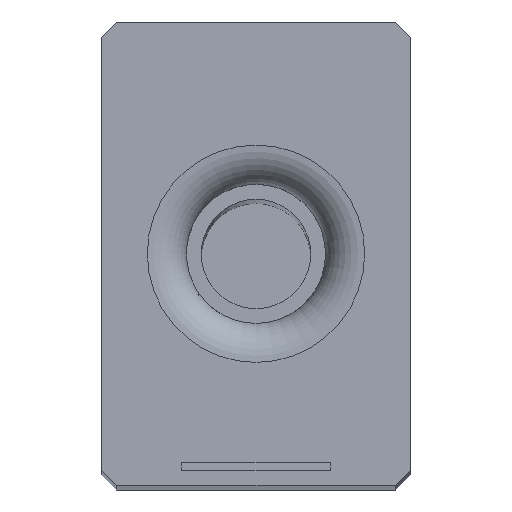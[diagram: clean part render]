
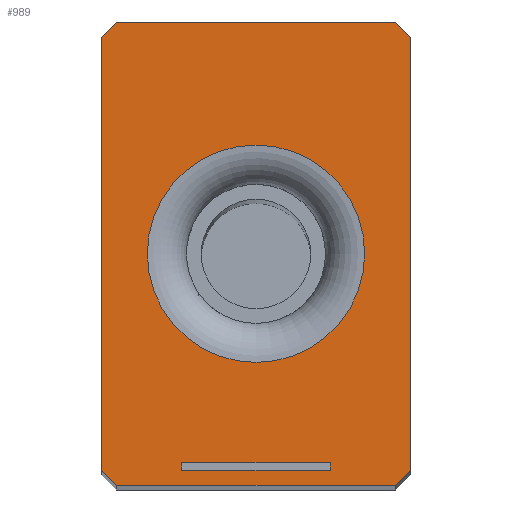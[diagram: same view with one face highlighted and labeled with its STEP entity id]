
A CAD part, top view. The second image highlights one B-rep face of the part: STEP entity #989.
In plain terms, the highlighted planar face has unit normal (0, 0, 1).
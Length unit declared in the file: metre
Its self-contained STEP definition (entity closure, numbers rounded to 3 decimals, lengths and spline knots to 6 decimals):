
#21=CIRCLE('',#1060,0.007035);
#123=ORIENTED_EDGE('',*,*,#383,.T.);
#124=ORIENTED_EDGE('',*,*,#384,.F.);
#125=ORIENTED_EDGE('',*,*,#385,.T.);
#126=ORIENTED_EDGE('',*,*,#386,.T.);
#127=ORIENTED_EDGE('',*,*,#387,.F.);
#128=ORIENTED_EDGE('',*,*,#359,.T.);
#129=ORIENTED_EDGE('',*,*,#388,.T.);
#130=ORIENTED_EDGE('',*,*,#382,.F.);
#131=ORIENTED_EDGE('',*,*,#389,.T.);
#132=ORIENTED_EDGE('',*,*,#305,.F.);
#133=ORIENTED_EDGE('',*,*,#390,.T.);
#134=ORIENTED_EDGE('',*,*,#376,.T.);
#135=ORIENTED_EDGE('',*,*,#391,.T.);
#305=EDGE_CURVE('',#444,#441,#538,.T.);
#359=EDGE_CURVE('',#483,#486,#588,.T.);
#376=EDGE_CURVE('',#497,#500,#605,.T.);
#382=EDGE_CURVE('',#505,#502,#609,.T.);
#383=EDGE_CURVE('',#506,#506,#21,.F.);
#384=EDGE_CURVE('',#507,#508,#610,.T.);
#385=EDGE_CURVE('',#507,#509,#611,.T.);
#386=EDGE_CURVE('',#509,#510,#612,.T.);
#387=EDGE_CURVE('',#508,#510,#613,.T.);
#388=EDGE_CURVE('',#486,#502,#614,.T.);
#389=EDGE_CURVE('',#505,#441,#615,.F.);
#390=EDGE_CURVE('',#444,#497,#616,.T.);
#391=EDGE_CURVE('',#500,#483,#617,.F.);
#441=VERTEX_POINT('',#1352);
#444=VERTEX_POINT('',#1357);
#483=VERTEX_POINT('',#1467);
#486=VERTEX_POINT('',#1472);
#497=VERTEX_POINT('',#1500);
#500=VERTEX_POINT('',#1505);
#502=VERTEX_POINT('',#1513);
#505=VERTEX_POINT('',#1518);
#506=VERTEX_POINT('',#1522);
#507=VERTEX_POINT('',#1524);
#508=VERTEX_POINT('',#1525);
#509=VERTEX_POINT('',#1527);
#510=VERTEX_POINT('',#1529);
#538=LINE('',#1358,#668);
#588=LINE('',#1473,#718);
#605=LINE('',#1506,#735);
#609=LINE('',#1519,#739);
#610=LINE('',#1523,#740);
#611=LINE('',#1526,#741);
#612=LINE('',#1528,#742);
#613=LINE('',#1530,#743);
#614=LINE('',#1531,#744);
#615=LINE('',#1532,#745);
#616=LINE('',#1533,#746);
#617=LINE('',#1534,#747);
#668=VECTOR('',#1104,1.);
#718=VECTOR('',#1184,1.);
#735=VECTOR('',#1205,1.);
#739=VECTOR('',#1217,1.);
#740=VECTOR('',#1222,1.);
#741=VECTOR('',#1223,1.);
#742=VECTOR('',#1224,1.);
#743=VECTOR('',#1225,1.);
#744=VECTOR('',#1226,1.);
#745=VECTOR('',#1227,1.);
#746=VECTOR('',#1228,1.);
#747=VECTOR('',#1229,1.);
#816=EDGE_LOOP('',(#123));
#817=EDGE_LOOP('',(#124,#125,#126,#127));
#818=EDGE_LOOP('',(#128,#129,#130,#131,#132,#133,#134,#135));
#879=FACE_BOUND('',#816,.T.);
#880=FACE_BOUND('',#817,.T.);
#881=FACE_BOUND('',#818,.T.);
#938=PLANE('',#1059);
#989=ADVANCED_FACE('',(#879,#880,#881),#938,.T.);
#1059=AXIS2_PLACEMENT_3D('',#1520,#1218,#1219);
#1060=AXIS2_PLACEMENT_3D('',#1521,#1220,#1221);
#1104=DIRECTION('',(1.,0.,0.));
#1184=DIRECTION('',(1.,0.,0.));
#1205=DIRECTION('',(0.,-1.,0.));
#1217=DIRECTION('',(0.,-1.,0.));
#1218=DIRECTION('',(0.,0.,1.));
#1219=DIRECTION('',(1.,0.,0.));
#1220=DIRECTION('',(0.,0.,1.));
#1221=DIRECTION('',(1.,0.,0.));
#1222=DIRECTION('',(1.,0.,0.));
#1223=DIRECTION('',(0.,1.,0.));
#1224=DIRECTION('',(1.,0.,0.));
#1225=DIRECTION('',(0.,1.,0.));
#1226=DIRECTION('',(0.707,0.707,0.));
#1227=DIRECTION('',(0.707,-0.707,0.));
#1228=DIRECTION('',(-0.707,-0.707,0.));
#1229=DIRECTION('',(-0.707,0.707,0.));
#1352=CARTESIAN_POINT('',(0.009,0.015,0.17));
#1357=CARTESIAN_POINT('',(-0.009,0.015,0.17));
#1358=CARTESIAN_POINT('',(0.,0.015,0.17));
#1467=CARTESIAN_POINT('',(-0.009,-0.015,0.17));
#1472=CARTESIAN_POINT('',(0.009,-0.015,0.17));
#1473=CARTESIAN_POINT('',(0.,-0.015,0.17));
#1500=CARTESIAN_POINT('',(-0.01,0.014,0.17));
#1505=CARTESIAN_POINT('',(-0.01,-0.014,0.17));
#1506=CARTESIAN_POINT('',(-0.01,0.,0.17));
#1513=CARTESIAN_POINT('',(0.01,-0.014,0.17));
#1518=CARTESIAN_POINT('',(0.01,0.014,0.17));
#1519=CARTESIAN_POINT('',(0.01,0.,0.17));
#1520=CARTESIAN_POINT('',(0.,0.,0.17));
#1521=CARTESIAN_POINT('',(0.,0.,0.17));
#1522=CARTESIAN_POINT('',(0.007035,0.,0.17));
#1523=CARTESIAN_POINT('',(0.002404,-0.01402,0.17));
#1524=CARTESIAN_POINT('',(-0.004807,-0.01402,0.17));
#1525=CARTESIAN_POINT('',(0.004807,-0.01402,0.17));
#1526=CARTESIAN_POINT('',(-0.004807,-0.01377,0.17));
#1527=CARTESIAN_POINT('',(-0.004807,-0.01352,0.17));
#1528=CARTESIAN_POINT('',(0.002404,-0.01352,0.17));
#1529=CARTESIAN_POINT('',(0.004807,-0.01352,0.17));
#1530=CARTESIAN_POINT('',(0.004807,-0.01377,0.17));
#1531=CARTESIAN_POINT('',(0.012,-0.012,0.17));
#1532=CARTESIAN_POINT('',(0.012,0.012,0.17));
#1533=CARTESIAN_POINT('',(-0.012,0.012,0.17));
#1534=CARTESIAN_POINT('',(-0.012,-0.012,0.17));
